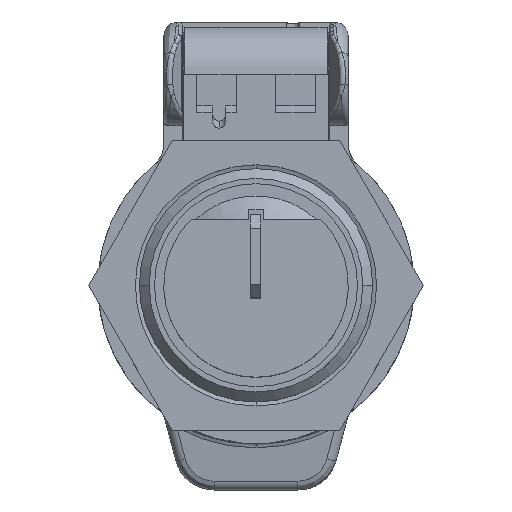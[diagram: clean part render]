
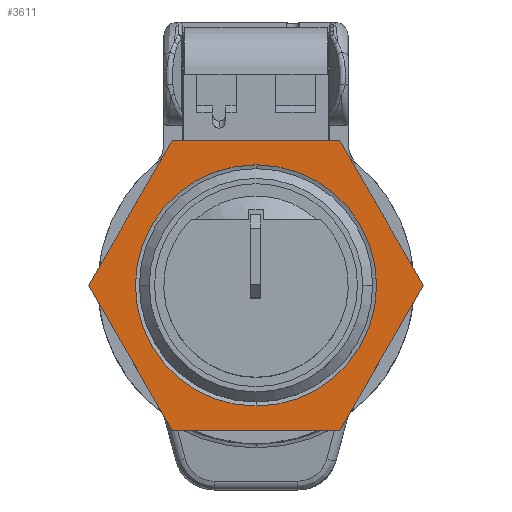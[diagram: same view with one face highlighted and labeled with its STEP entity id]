
A CAD part, top view. The second image highlights one B-rep face of the part: STEP entity #3611.
In plain terms, the highlighted planar face has unit normal (0, 0, 1).
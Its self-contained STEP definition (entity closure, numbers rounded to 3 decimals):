
#337=DIRECTION('',(-0.5,-0.866,0.));
#338=VECTOR('',#337,12.702);
#339=CARTESIAN_POINT('',(12.702,0.,-20.));
#340=LINE('',#339,#338);
#341=DIRECTION('',(-1.,0.,0.));
#342=VECTOR('',#341,12.702);
#343=CARTESIAN_POINT('',(6.351,-11.,-20.));
#344=LINE('',#343,#342);
#345=DIRECTION('',(-0.5,0.866,0.));
#346=VECTOR('',#345,12.702);
#347=CARTESIAN_POINT('',(-6.351,-11.,-20.));
#348=LINE('',#347,#346);
#349=DIRECTION('',(0.5,0.866,0.));
#350=VECTOR('',#349,12.702);
#351=CARTESIAN_POINT('',(-12.702,0.,-20.));
#352=LINE('',#351,#350);
#353=DIRECTION('',(1.,0.,0.));
#354=VECTOR('',#353,12.702);
#355=CARTESIAN_POINT('',(-6.351,11.,-20.));
#356=LINE('',#355,#354);
#357=DIRECTION('',(0.5,-0.866,0.));
#358=VECTOR('',#357,12.702);
#359=CARTESIAN_POINT('',(6.351,11.,-20.));
#360=LINE('',#359,#358);
#361=CARTESIAN_POINT('',(0.,0.,-20.));
#362=DIRECTION('',(0.,0.,-1.));
#363=DIRECTION('',(0.,-1.,0.));
#364=AXIS2_PLACEMENT_3D('',#361,#362,#363);
#366=CARTESIAN_POINT('',(0.,0.,-20.));
#367=DIRECTION('',(0.,0.,-1.));
#368=DIRECTION('',(0.,1.,0.));
#369=AXIS2_PLACEMENT_3D('',#366,#367,#368);
#2667=CARTESIAN_POINT('',(12.702,0.,-20.));
#2668=CARTESIAN_POINT('',(6.351,-11.,-20.));
#2669=VERTEX_POINT('',#2667);
#2670=VERTEX_POINT('',#2668);
#2671=CARTESIAN_POINT('',(-6.351,-11.,-20.));
#2672=VERTEX_POINT('',#2671);
#2673=CARTESIAN_POINT('',(-12.702,0.,-20.));
#2674=VERTEX_POINT('',#2673);
#2675=CARTESIAN_POINT('',(-6.351,11.,-20.));
#2676=VERTEX_POINT('',#2675);
#2677=CARTESIAN_POINT('',(6.351,11.,-20.));
#2678=VERTEX_POINT('',#2677);
#2709=CARTESIAN_POINT('',(0.,-9.15,-20.));
#2710=CARTESIAN_POINT('',(0.,9.15,-20.));
#2711=VERTEX_POINT('',#2709);
#2712=VERTEX_POINT('',#2710);
#3587=CARTESIAN_POINT('',(0.,0.,-20.));
#3588=DIRECTION('',(0.,0.,-1.));
#3589=DIRECTION('',(0.,1.,0.));
#3590=AXIS2_PLACEMENT_3D('',#3587,#3588,#3589);
#3591=PLANE('',#3590);
#3593=ORIENTED_EDGE('',*,*,#3592,.T.);
#3595=ORIENTED_EDGE('',*,*,#3594,.T.);
#3597=ORIENTED_EDGE('',*,*,#3596,.T.);
#3599=ORIENTED_EDGE('',*,*,#3598,.T.);
#3601=ORIENTED_EDGE('',*,*,#3600,.T.);
#3603=ORIENTED_EDGE('',*,*,#3602,.T.);
#3604=EDGE_LOOP('',(#3593,#3595,#3597,#3599,#3601,#3603));
#3605=FACE_OUTER_BOUND('',#3604,.F.);
#3607=ORIENTED_EDGE('',*,*,#3606,.F.);
#3608=ORIENTED_EDGE('',*,*,#3577,.F.);
#3609=EDGE_LOOP('',(#3607,#3608));
#3610=FACE_BOUND('',#3609,.F.);
#3611=ADVANCED_FACE('',(#3605,#3610),#3591,.F.);
#365=CIRCLE('',#364,9.15);
#370=CIRCLE('',#369,9.15);
#3577=EDGE_CURVE('',#2712,#2711,#370,.T.);
#3592=EDGE_CURVE('',#2669,#2670,#340,.T.);
#3594=EDGE_CURVE('',#2670,#2672,#344,.T.);
#3596=EDGE_CURVE('',#2672,#2674,#348,.T.);
#3598=EDGE_CURVE('',#2674,#2676,#352,.T.);
#3600=EDGE_CURVE('',#2676,#2678,#356,.T.);
#3602=EDGE_CURVE('',#2678,#2669,#360,.T.);
#3606=EDGE_CURVE('',#2711,#2712,#365,.T.);
